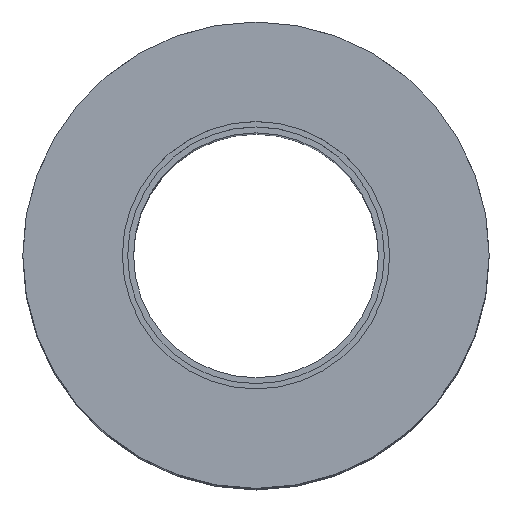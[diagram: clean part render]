
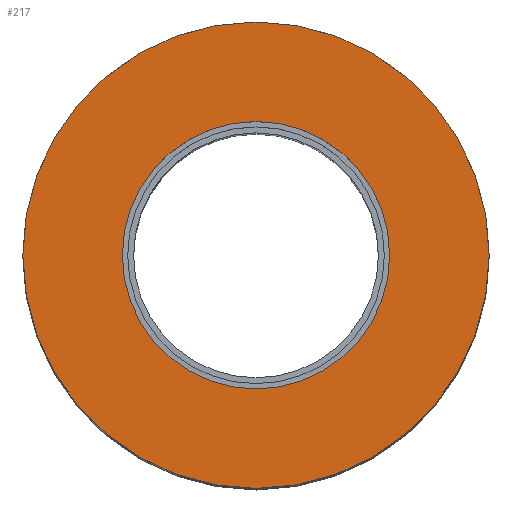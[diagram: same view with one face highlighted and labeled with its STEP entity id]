
A CAD part, top view. The second image highlights one B-rep face of the part: STEP entity #217.
In plain terms, the highlighted face is planar.
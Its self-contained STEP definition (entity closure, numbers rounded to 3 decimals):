
#104 = VERTEX_POINT ( 'NONE', #518 ) ;
#124 = AXIS2_PLACEMENT_3D ( 'NONE', #174, #227, #383 ) ;
#138 = DIRECTION ( 'NONE',  ( 0., 0., -1. ) ) ;
#174 = CARTESIAN_POINT ( 'NONE',  ( 15., 4.4, 0. ) ) ;
#217 = ADVANCED_FACE ( 'NONE', ( #573, #237 ), #230, .T. ) ;
#227 = DIRECTION ( 'NONE',  ( 0., 1., 0. ) ) ;
#230 = PLANE ( 'NONE',  #124 ) ;
#237 = FACE_OUTER_BOUND ( 'NONE', #279, .T. ) ;
#255 = EDGE_CURVE ( 'NONE', #104, #104, #443, .T. ) ;
#270 = EDGE_LOOP ( 'NONE', ( #504 ) ) ;
#279 = EDGE_LOOP ( 'NONE', ( #549 ) ) ;
#380 = DIRECTION ( 'NONE',  ( 0., 1., 0. ) ) ;
#383 = DIRECTION ( 'NONE',  ( 0., 0., 1. ) ) ;
#443 = CIRCLE ( 'NONE', #553, 15. ) ;
#448 = CARTESIAN_POINT ( 'NONE',  ( 0., 4.4, 0. ) ) ;
#504 = ORIENTED_EDGE ( 'NONE', *, *, #560, .T. ) ;
#517 = AXIS2_PLACEMENT_3D ( 'NONE', #448, #596, #138 ) ;
#518 = CARTESIAN_POINT ( 'NONE',  ( 0., 4.4, -15. ) ) ;
#547 = CIRCLE ( 'NONE', #517, 8.6 ) ;
#549 = ORIENTED_EDGE ( 'NONE', *, *, #255, .T. ) ;
#553 = AXIS2_PLACEMENT_3D ( 'NONE', #629, #380, #580 ) ;
#560 = EDGE_CURVE ( 'NONE', #652, #652, #547, .T. ) ;
#573 = FACE_BOUND ( 'NONE', #270, .T. ) ;
#580 = DIRECTION ( 'NONE',  ( 0., 0., -1. ) ) ;
#596 = DIRECTION ( 'NONE',  ( 0., -1., 0. ) ) ;
#617 = CARTESIAN_POINT ( 'NONE',  ( 0., 4.4, -8.6 ) ) ;
#629 = CARTESIAN_POINT ( 'NONE',  ( 0., 4.4, 0. ) ) ;
#652 = VERTEX_POINT ( 'NONE', #617 ) ;
